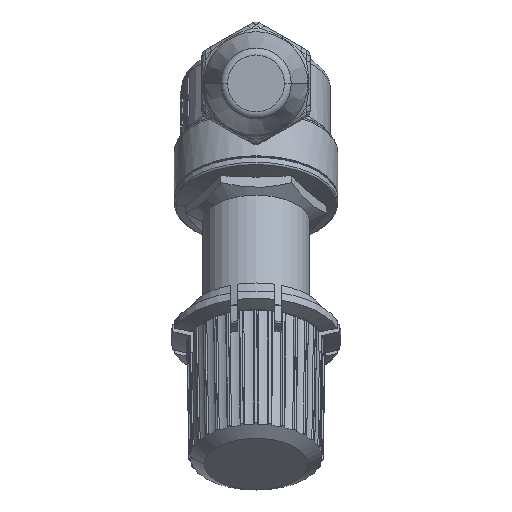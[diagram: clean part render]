
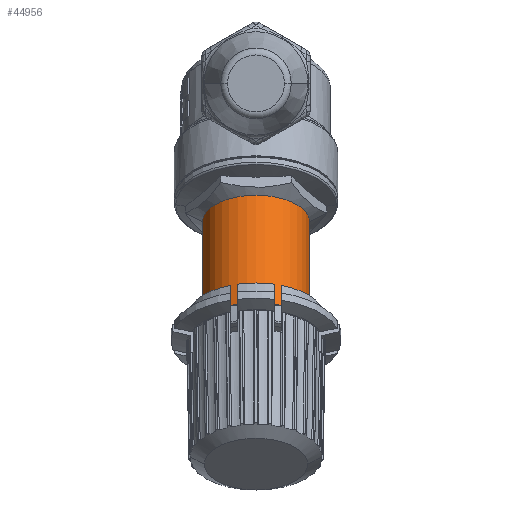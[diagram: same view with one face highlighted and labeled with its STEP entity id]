
A CAD part, left-side view. The second image highlights one B-rep face of the part: STEP entity #44956.
In plain terms, the highlighted cylindrical face has radius 14.7 mm (diameter 29.4 mm), a partial arc.
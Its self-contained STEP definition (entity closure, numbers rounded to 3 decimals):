
#4783=DIRECTION('',(-0.5,0.,-0.866));
#4784=VECTOR('',#4783,35.);
#4785=CARTESIAN_POINT('',(-22.,14.7,-38.105));
#4786=LINE('',#4785,#4784);
#16995=CARTESIAN_POINT('',(-39.5,0.,-68.416));
#16996=DIRECTION('',(-0.5,0.,-0.866));
#16997=DIRECTION('',(0.,-1.,0.));
#16998=AXIS2_PLACEMENT_3D('',#16995,#16996,#16997);
#17000=CARTESIAN_POINT('',(-22.,0.,-38.105));
#17001=DIRECTION('',(-0.5,0.,-0.866));
#17002=DIRECTION('',(0.,-1.,0.));
#17003=AXIS2_PLACEMENT_3D('',#17000,#17001,#17002);
#17005=DIRECTION('',(-0.5,0.,-0.866));
#17006=VECTOR('',#17005,35.);
#17007=CARTESIAN_POINT('',(-22.,-14.7,-38.105));
#17008=LINE('',#17007,#17006);
#17497=CARTESIAN_POINT('',(-22.,-14.7,-38.105));
#17498=CARTESIAN_POINT('',(-22.,14.7,-38.105));
#17499=VERTEX_POINT('',#17497);
#17500=VERTEX_POINT('',#17498);
#17517=CARTESIAN_POINT('',(-39.5,-14.7,-68.416));
#17518=CARTESIAN_POINT('',(-39.5,14.7,-68.416));
#17519=VERTEX_POINT('',#17517);
#17520=VERTEX_POINT('',#17518);
#44945=CARTESIAN_POINT('',(-11.,0.,-19.053));
#44946=DIRECTION('',(-0.5,0.,-0.866));
#44947=DIRECTION('',(0.,-1.,0.));
#44948=AXIS2_PLACEMENT_3D('',#44945,#44946,#44947);
#44949=CYLINDRICAL_SURFACE('',#44948,14.7);
#44950=ORIENTED_EDGE('',*,*,#26788,.T.);
#44951=ORIENTED_EDGE('',*,*,#26765,.F.);
#44952=ORIENTED_EDGE('',*,*,#26717,.F.);
#44953=ORIENTED_EDGE('',*,*,#26762,.T.);
#44954=EDGE_LOOP('',(#44950,#44951,#44952,#44953));
#44955=FACE_OUTER_BOUND('',#44954,.F.);
#16999=CIRCLE('',#16998,14.7);
#17004=CIRCLE('',#17003,14.7);
#26717=EDGE_CURVE('',#17499,#17500,#17004,.T.);
#26762=EDGE_CURVE('',#17499,#17519,#17008,.T.);
#26765=EDGE_CURVE('',#17500,#17520,#4786,.T.);
#26788=EDGE_CURVE('',#17519,#17520,#16999,.T.);
#44956=ADVANCED_FACE('',(#44955),#44949,.T.);
